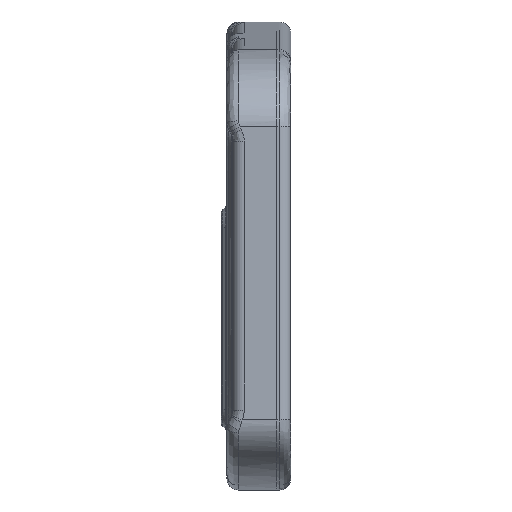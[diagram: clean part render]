
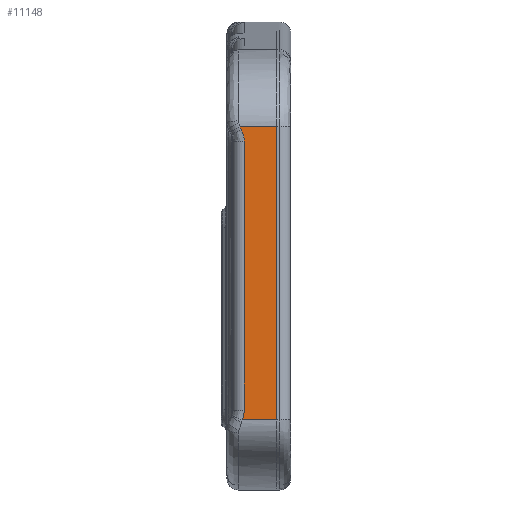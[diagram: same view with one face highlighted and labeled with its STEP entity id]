
A CAD part, left-side view. The second image highlights one B-rep face of the part: STEP entity #11148.
In plain terms, the highlighted planar face has unit normal (-1, 0, 0).
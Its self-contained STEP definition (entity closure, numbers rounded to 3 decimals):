
#670=PLANE('',#11813);
#1258=FACE_OUTER_BOUND('',#1965,.T.);
#1965=EDGE_LOOP('',(#9168,#9169,#9170,#9171,#9172,#9173,#9174));
#2423=LINE('',#17671,#3418);
#2664=LINE('',#22961,#3659);
#2675=LINE('',#26568,#3670);
#2677=LINE('',#26872,#3672);
#3418=VECTOR('',#12466,10.);
#3659=VECTOR('',#13285,10.);
#3670=VECTOR('',#13340,10.);
#3672=VECTOR('',#13348,10.);
#4491=B_SPLINE_CURVE_WITH_KNOTS('',3,(#22986,#22987,#22988,#22989),
 .UNSPECIFIED.,.F.,.F.,(4,4),(0.,0.175),
 .UNSPECIFIED.);
#4493=B_SPLINE_CURVE_WITH_KNOTS('',3,(#23017,#23018,#23019,#23020),
 .UNSPECIFIED.,.F.,.F.,(4,4),(0.,0.209),.UNSPECIFIED.);
#4494=B_SPLINE_CURVE_WITH_KNOTS('',3,(#23041,#23042,#23043,#23044),
 .UNSPECIFIED.,.F.,.F.,(4,4),(0.059,0.115),
 .UNSPECIFIED.);
#4801=VERTEX_POINT('',#17653);
#4802=VERTEX_POINT('',#17670);
#5112=VERTEX_POINT('',#22345);
#5136=VERTEX_POINT('',#22942);
#5138=VERTEX_POINT('',#22954);
#5141=VERTEX_POINT('',#22959);
#5142=VERTEX_POINT('',#23010);
#5922=EDGE_CURVE('',#4801,#4802,#2423,.T.);
#6488=EDGE_CURVE('',#5141,#5138,#2664,.T.);
#6490=EDGE_CURVE('',#5136,#5141,#4491,.T.);
#6493=EDGE_CURVE('',#5138,#5142,#4493,.T.);
#6494=EDGE_CURVE('',#5142,#5112,#4494,.T.);
#6550=EDGE_CURVE('',#4801,#5112,#2675,.T.);
#6559=EDGE_CURVE('',#4802,#5136,#2677,.T.);
#9168=ORIENTED_EDGE('',*,*,#6490,.F.);
#9169=ORIENTED_EDGE('',*,*,#6559,.F.);
#9170=ORIENTED_EDGE('',*,*,#5922,.F.);
#9171=ORIENTED_EDGE('',*,*,#6550,.T.);
#9172=ORIENTED_EDGE('',*,*,#6494,.F.);
#9173=ORIENTED_EDGE('',*,*,#6493,.F.);
#9174=ORIENTED_EDGE('',*,*,#6488,.F.);
#11148=ADVANCED_FACE('',(#1258),#670,.T.);
#11813=AXIS2_PLACEMENT_3D('',#26939,#13392,#13393);
#12466=DIRECTION('',(0.,0.,-1.));
#13285=DIRECTION('',(0.,0.,1.));
#13340=DIRECTION('',(0.,1.,0.));
#13348=DIRECTION('',(0.,1.,0.));
#13392=DIRECTION('center_axis',(-1.,0.,0.));
#13393=DIRECTION('ref_axis',(0.,0.,-1.));
#17653=CARTESIAN_POINT('',(5.71,-6.1,65.896));
#17670=CARTESIAN_POINT('',(5.71,-6.1,14.897));
#17671=CARTESIAN_POINT('',(5.71,-6.1,65.896));
#22345=CARTESIAN_POINT('',(5.71,0.225,65.896));
#22942=CARTESIAN_POINT('',(5.71,-0.166,14.897));
#22954=CARTESIAN_POINT('',(5.71,-0.5,63.384));
#22959=CARTESIAN_POINT('',(5.71,-0.5,16.598));
#22961=CARTESIAN_POINT('',(5.71,-0.5,52.966));
#22986=CARTESIAN_POINT('Ctrl Pts',(5.71,-0.166,14.897));
#22987=CARTESIAN_POINT('Ctrl Pts',(5.71,-0.386,15.435));
#22988=CARTESIAN_POINT('Ctrl Pts',(5.71,-0.5,16.017));
#22989=CARTESIAN_POINT('Ctrl Pts',(5.71,-0.5,16.598));
#23010=CARTESIAN_POINT('',(5.71,-0.025,65.396));
#23017=CARTESIAN_POINT('Ctrl Pts',(5.71,-0.5,63.384));
#23018=CARTESIAN_POINT('Ctrl Pts',(5.71,-0.5,64.079));
#23019=CARTESIAN_POINT('Ctrl Pts',(5.71,-0.336,64.774));
#23020=CARTESIAN_POINT('Ctrl Pts',(5.71,-0.025,
65.396));
#23041=CARTESIAN_POINT('Ctrl Pts',(5.71,-0.025,
65.396));
#23042=CARTESIAN_POINT('Ctrl Pts',(5.71,0.058,65.563));
#23043=CARTESIAN_POINT('Ctrl Pts',(5.71,0.142,65.73));
#23044=CARTESIAN_POINT('Ctrl Pts',(5.71,0.225,65.896));
#26568=CARTESIAN_POINT('',(5.71,0.,65.896));
#26872=CARTESIAN_POINT('',(5.71,0.,14.897));
#26939=CARTESIAN_POINT('Origin',(5.71,0.,65.896));
